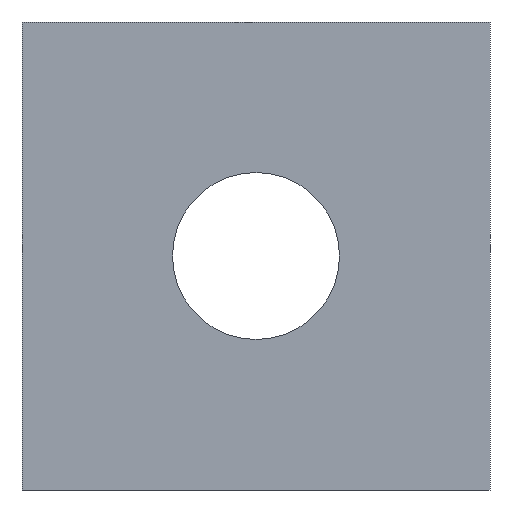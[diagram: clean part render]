
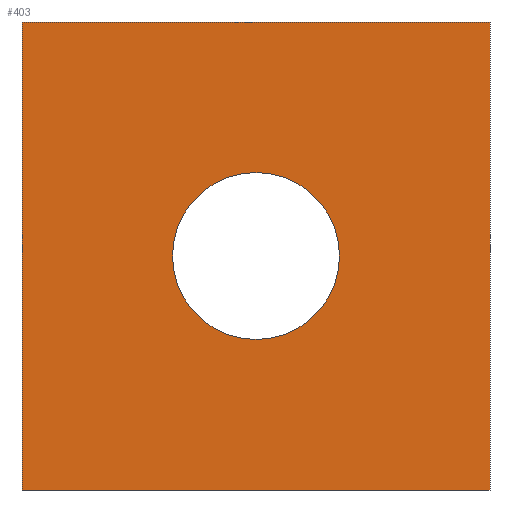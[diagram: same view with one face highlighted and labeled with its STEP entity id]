
A CAD part, front view. The second image highlights one B-rep face of the part: STEP entity #403.
In plain terms, the highlighted planar face has unit normal (0, -1, 0).
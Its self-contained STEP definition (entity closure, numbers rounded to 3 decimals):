
#276=CARTESIAN_POINT('',(13.57,0.,10.0));
#277=VERTEX_POINT('',#276);
#278=CARTESIAN_POINT('',(10.0,0.,10.0));
#279=DIRECTION('',(0.0,1.0,0.0));
#280=DIRECTION('',(-1.0,0.0,0.0));
#281=AXIS2_PLACEMENT_3D('',#278,#279,#280);
#282=CIRCLE('',#281,3.57);
#283=EDGE_CURVE('',#277,#277,#282,.T.);
#344=CARTESIAN_POINT('',(20.0,0.,0.0));
#345=VERTEX_POINT('',#344);
#353=CARTESIAN_POINT('',(20.0,0.,20.0));
#354=VERTEX_POINT('',#353);
#361=CARTESIAN_POINT('',(20.0,0.,0.0));
#362=DIRECTION('',(0.0,0.0,1.0));
#363=VECTOR('',#362,20.0);
#364=LINE('',#361,#363);
#365=EDGE_CURVE('',#345,#354,#364,.T.);
#370=CARTESIAN_POINT('',(0.0,0.0,0.0));
#371=DIRECTION('',(0.0,-1.0,0.0));
#372=DIRECTION('',(1.0,0.0,0.0));
#373=AXIS2_PLACEMENT_3D('',#370,#371,#372);
#374=PLANE('',#373);
#375=CARTESIAN_POINT('',(0.0,0.0,0.0));
#376=VERTEX_POINT('',#375);
#377=CARTESIAN_POINT('',(20.0,0.,0.0));
#378=DIRECTION('',(-1.0,0.0,0.0));
#379=VECTOR('',#378,20.0);
#380=LINE('',#377,#379);
#381=EDGE_CURVE('',#345,#376,#380,.T.);
#382=ORIENTED_EDGE('',*,*,#381,.F.);
#383=ORIENTED_EDGE('',*,*,#365,.T.);
#384=CARTESIAN_POINT('',(0.0,0.0,20.0));
#385=VERTEX_POINT('',#384);
#386=CARTESIAN_POINT('',(0.0,0.0,20.0));
#387=DIRECTION('',(1.0,0.0,0.0));
#388=VECTOR('',#387,20.0);
#389=LINE('',#386,#388);
#390=EDGE_CURVE('',#385,#354,#389,.T.);
#391=ORIENTED_EDGE('',*,*,#390,.F.);
#392=CARTESIAN_POINT('',(0.0,0.0,0.0));
#393=DIRECTION('',(0.0,0.0,1.0));
#394=VECTOR('',#393,20.0);
#395=LINE('',#392,#394);
#396=EDGE_CURVE('',#376,#385,#395,.T.);
#397=ORIENTED_EDGE('',*,*,#396,.F.);
#398=EDGE_LOOP('',(#382,#383,#391,#397));
#399=FACE_OUTER_BOUND('',#398,.T.);
#400=ORIENTED_EDGE('',*,*,#283,.T.);
#401=EDGE_LOOP('',(#400));
#402=FACE_BOUND('',#401,.T.);
#403=ADVANCED_FACE('',(#399,#402),#374,.T.);
